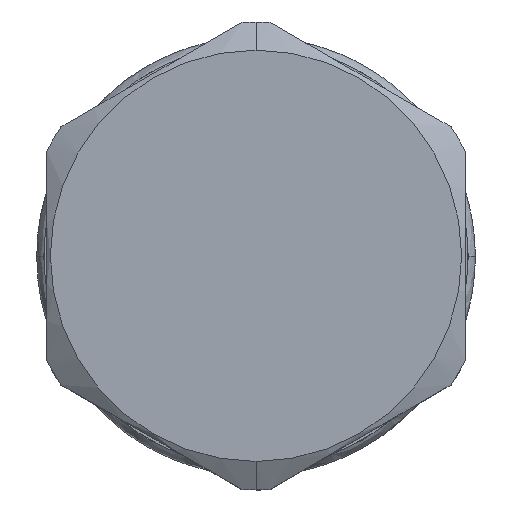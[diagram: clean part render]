
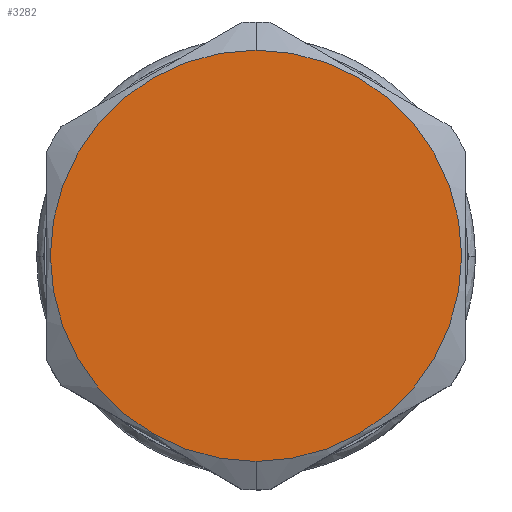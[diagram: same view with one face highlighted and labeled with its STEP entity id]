
A CAD part, top view. The second image highlights one B-rep face of the part: STEP entity #3282.
In plain terms, the highlighted planar face has unit normal (0, 0, 1).
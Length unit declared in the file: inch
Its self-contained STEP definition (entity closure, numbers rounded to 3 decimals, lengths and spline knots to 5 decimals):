
#1064=CARTESIAN_POINT('',(0.,0.,3.1215));
#1065=DIRECTION('',(0.,0.,1.));
#1066=DIRECTION('',(0.,-1.,0.));
#1067=AXIS2_PLACEMENT_3D('',#1064,#1065,#1066);
#1069=CARTESIAN_POINT('',(0.,0.,3.1215));
#1070=DIRECTION('',(0.,0.,1.));
#1071=DIRECTION('',(0.,1.,0.));
#1072=AXIS2_PLACEMENT_3D('',#1069,#1070,#1071);
#1659=CARTESIAN_POINT('',(0.,-0.43,3.1215));
#1660=CARTESIAN_POINT('',(0.,0.43,3.1215));
#1661=VERTEX_POINT('',#1659);
#1662=VERTEX_POINT('',#1660);
#3273=CARTESIAN_POINT('',(0.,0.,3.1215));
#3274=DIRECTION('',(0.,0.,1.));
#3275=DIRECTION('',(0.,1.,0.));
#3276=AXIS2_PLACEMENT_3D('',#3273,#3274,#3275);
#3277=PLANE('',#3276);
#3278=ORIENTED_EDGE('',*,*,#3128,.F.);
#3279=ORIENTED_EDGE('',*,*,#3156,.F.);
#3280=EDGE_LOOP('',(#3278,#3279));
#3281=FACE_OUTER_BOUND('',#3280,.F.);
#3282=ADVANCED_FACE('',(#3281),#3277,.T.);
#1068=CIRCLE('',#1067,0.43);
#1073=CIRCLE('',#1072,0.43);
#3128=EDGE_CURVE('',#1661,#1662,#1068,.T.);
#3156=EDGE_CURVE('',#1662,#1661,#1073,.T.);
